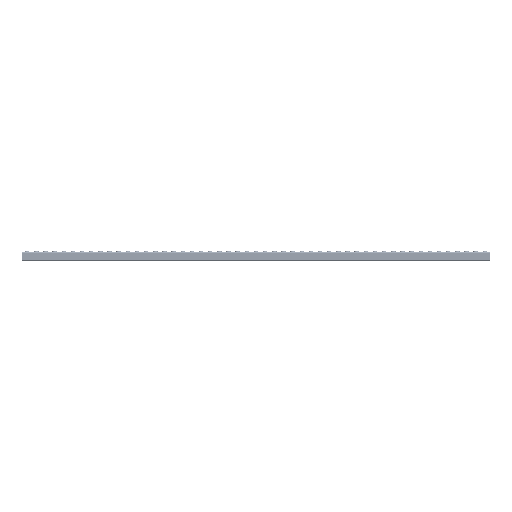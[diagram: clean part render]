
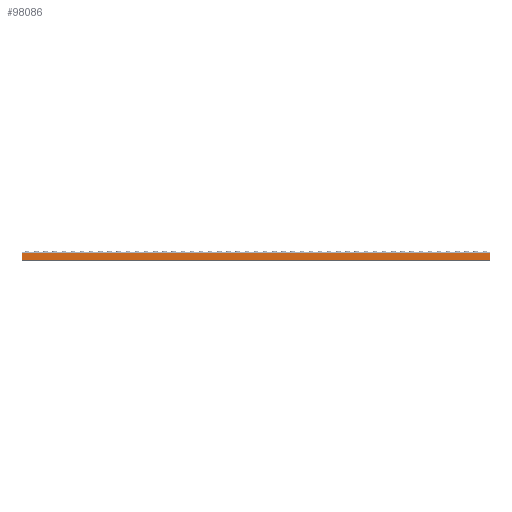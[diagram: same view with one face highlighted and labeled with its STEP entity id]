
A CAD part, front view. The second image highlights one B-rep face of the part: STEP entity #98086.
In plain terms, the highlighted planar face has unit normal (0, -1, 0).
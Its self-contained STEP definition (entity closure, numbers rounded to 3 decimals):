
#5533=PLANE('',#110179);
#11612=FACE_OUTER_BOUND('',#18561,.T.);
#18561=EDGE_LOOP('',(#90281,#90282,#90283,#90284));
#26611=LINE('',#170311,#34615);
#26612=LINE('',#170313,#34616);
#26613=LINE('',#170315,#34617);
#26614=LINE('',#170316,#34618);
#34615=VECTOR('',#142299,10.);
#34616=VECTOR('',#142300,10.);
#34617=VECTOR('',#142301,10.);
#34618=VECTOR('',#142302,10.);
#48539=VERTEX_POINT('',#170304);
#48540=VERTEX_POINT('',#170310);
#48541=VERTEX_POINT('',#170312);
#48542=VERTEX_POINT('',#170314);
#62526=EDGE_CURVE('',#48540,#48539,#26611,.T.);
#62527=EDGE_CURVE('',#48541,#48540,#26612,.T.);
#62528=EDGE_CURVE('',#48541,#48542,#26613,.T.);
#62529=EDGE_CURVE('',#48539,#48542,#26614,.T.);
#90281=ORIENTED_EDGE('',*,*,#62526,.F.);
#90282=ORIENTED_EDGE('',*,*,#62527,.F.);
#90283=ORIENTED_EDGE('',*,*,#62528,.T.);
#90284=ORIENTED_EDGE('',*,*,#62529,.F.);
#98086=ADVANCED_FACE('',(#11612),#5533,.F.);
#110179=AXIS2_PLACEMENT_3D('',#170309,#142297,#142298);
#142297=DIRECTION('center_axis',(0.,1.,0.));
#142298=DIRECTION('ref_axis',(1.,0.,0.));
#142299=DIRECTION('',(1.,0.,0.));
#142300=DIRECTION('',(0.,0.,1.));
#142301=DIRECTION('',(1.,0.,0.));
#142302=DIRECTION('',(0.,0.,-1.));
#170304=CARTESIAN_POINT('',(2500.,-327.5,-5.));
#170309=CARTESIAN_POINT('Origin',(1250.,-327.5,478.394));
#170310=CARTESIAN_POINT('',(0.,-327.5,-5.));
#170311=CARTESIAN_POINT('',(1250.,-327.5,-5.));
#170312=CARTESIAN_POINT('',(0.,-327.5,-40.));
#170313=CARTESIAN_POINT('',(0.,-327.5,1002.442));
#170314=CARTESIAN_POINT('',(2500.,-327.5,-40.));
#170315=CARTESIAN_POINT('',(1250.,-327.5,-40.));
#170316=CARTESIAN_POINT('',(2500.,-327.5,-55.655));
